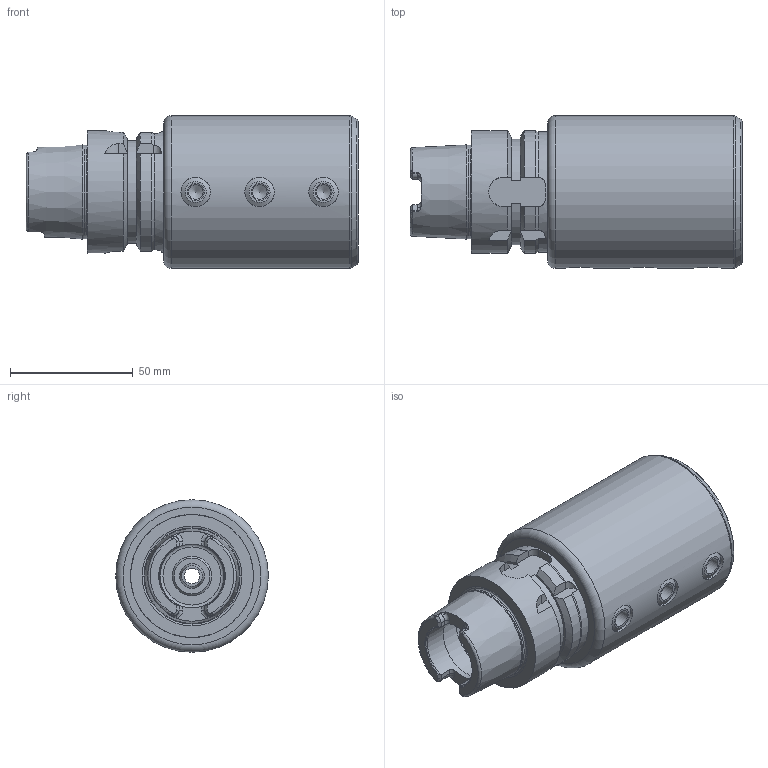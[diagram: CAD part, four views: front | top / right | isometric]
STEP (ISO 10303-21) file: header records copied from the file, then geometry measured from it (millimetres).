
FILE_DESCRIPTION((''),'2;1');
FILE_NAME('591004025110-3D.stp','2021-10-05T11:39:44',('nttooll'),(''),'Autodesk Inventor 2012','Autodesk Inventor 2012','');
FILE_SCHEMA(('AUTOMOTIVE_DESIGN { 1 0 10303 214 1 1 1 1 }'));
Length unit declared in the file: millimetre
Products named in the file (1): 591004025110-3D
Bounding box: 135 x 62 x 62 mm (x, y, z)
Volume: 254012.7 mm3; surface area: 43016.3 mm2
Topology: 1 solids, 1 shells, 168 faces, 409 edges, 254 vertices
Faces by surface type: cylinder 54, plane 54, cone 39, torus 21
Full cylindrical faces by diameter (mm): 6 x3, 6.4 x1, 6.928 x3, 8.5 x3, 9.5 x1, 10 x1, 12 x6, 16 x1, 25 x1, 25.4 x1, 26 x1, 26.6 x1, 32 x1, 37.9 x1, 49 x1, 50 x1, 62 x1
Entity records: 4874 total; most frequent: CARTESIAN_POINT 1269, DIRECTION 764, ORIENTED_EDGE 668, EDGE_CURVE 334, AXIS2_PLACEMENT_3D 327, EDGE_LOOP 242, VERTEX_POINT 240, FACE_OUTER_BOUND 168
